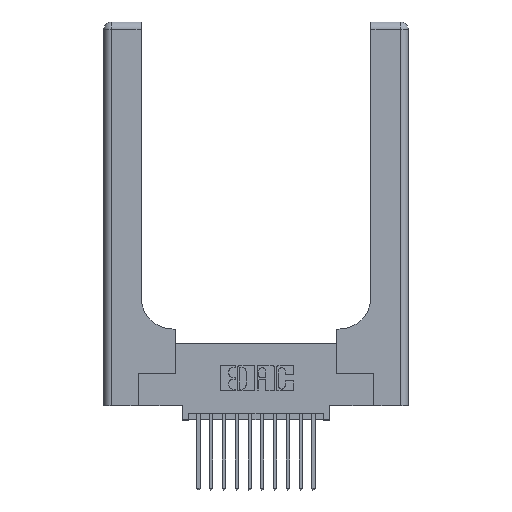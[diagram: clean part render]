
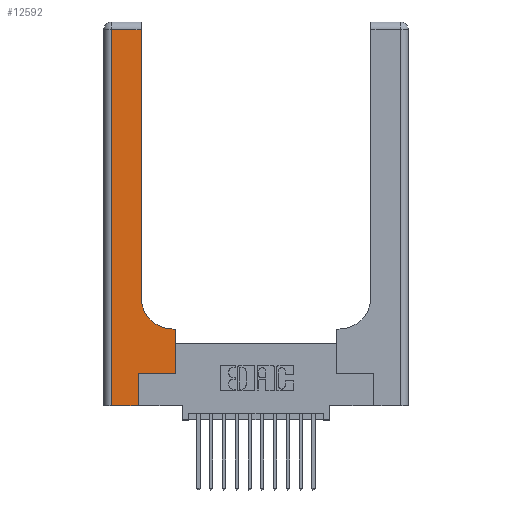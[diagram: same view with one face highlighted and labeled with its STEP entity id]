
A CAD part, top view. The second image highlights one B-rep face of the part: STEP entity #12592.
In plain terms, the highlighted planar face has unit normal (0, 0, 1).
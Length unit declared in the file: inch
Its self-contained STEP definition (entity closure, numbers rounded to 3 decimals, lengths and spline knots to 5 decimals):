
#193 = VERTEX_POINT ( 'NONE', #15212 ) ;
#498 = FACE_OUTER_BOUND ( 'NONE', #5260, .T. ) ;
#759 = CARTESIAN_POINT ( 'NONE',  ( 0.06, 0., 0.37 ) ) ;
#1184 = EDGE_CURVE ( 'NONE', #6430, #12459, #6500, .T. ) ;
#1253 = CARTESIAN_POINT ( 'NONE',  ( 0.269, 0., 0.37 ) ) ;
#1731 = CARTESIAN_POINT ( 'NONE',  ( 0.5415, 0.85, 0.37 ) ) ;
#1898 = LINE ( 'NONE', #10425, #3621 ) ;
#2046 = VECTOR ( 'NONE', #6691, 39.37008 ) ;
#2421 = CIRCLE ( 'NONE', #14566, 0.25 ) ;
#2928 = ORIENTED_EDGE ( 'NONE', *, *, #1184, .T. ) ;
#2940 = DIRECTION ( 'NONE',  ( 1., 0., 0. ) ) ;
#3235 = EDGE_CURVE ( 'NONE', #12459, #5707, #11097, .T. ) ;
#3424 = EDGE_CURVE ( 'NONE', #8247, #6430, #5800, .T. ) ;
#3618 = EDGE_CURVE ( 'NONE', #8166, #5348, #2421, .T. ) ;
#3621 = VECTOR ( 'NONE', #11775, 39.37008 ) ;
#3807 = VECTOR ( 'NONE', #10047, 39.37008 ) ;
#4319 = VECTOR ( 'NONE', #13637, 39.37008 ) ;
#4677 = ORIENTED_EDGE ( 'NONE', *, *, #3424, .T. ) ;
#4838 = CARTESIAN_POINT ( 'NONE',  ( 0.2915, 0.6, 0.37 ) ) ;
#5119 = DIRECTION ( 'NONE',  ( 1., 0., 0. ) ) ;
#5260 = EDGE_LOOP ( 'NONE', ( #9996, #16854, #14049, #4677, #2928, #9575, #5585, #6963, #15265 ) ) ;
#5348 = VERTEX_POINT ( 'NONE', #7688 ) ;
#5585 = ORIENTED_EDGE ( 'NONE', *, *, #14999, .T. ) ;
#5707 = VERTEX_POINT ( 'NONE', #8657 ) ;
#5730 = CARTESIAN_POINT ( 'NONE',  ( 0.5415, 0.6, 0.37 ) ) ;
#5800 = LINE ( 'NONE', #9269, #10873 ) ;
#5970 = CARTESIAN_POINT ( 'NONE',  ( 0.269, 0., 0.37 ) ) ;
#6130 = DIRECTION ( 'NONE',  ( 1., 0., 0. ) ) ;
#6153 = CARTESIAN_POINT ( 'NONE',  ( 0., 2.94, 0.37 ) ) ;
#6222 = VECTOR ( 'NONE', #6130, 39.37008 ) ;
#6418 = CARTESIAN_POINT ( 'NONE',  ( 0.5585, 0.6, 0.37 ) ) ;
#6430 = VERTEX_POINT ( 'NONE', #5970 ) ;
#6500 = LINE ( 'NONE', #1253, #2046 ) ;
#6691 = DIRECTION ( 'NONE',  ( 0., 1., 0. ) ) ;
#6747 = LINE ( 'NONE', #6153, #16266 ) ;
#6963 = ORIENTED_EDGE ( 'NONE', *, *, #11383, .T. ) ;
#7663 = PLANE ( 'NONE',  #16513 ) ;
#7688 = CARTESIAN_POINT ( 'NONE',  ( 0.2915, 0.85, 0.37 ) ) ;
#8166 = VERTEX_POINT ( 'NONE', #5730 ) ;
#8247 = VERTEX_POINT ( 'NONE', #759 ) ;
#8657 = CARTESIAN_POINT ( 'NONE',  ( 0.5585, 0.25, 0.37 ) ) ;
#8971 = CARTESIAN_POINT ( 'NONE',  ( 0.269, 0.25, 0.37 ) ) ;
#9269 = CARTESIAN_POINT ( 'NONE',  ( 0., 0., 0.37 ) ) ;
#9450 = EDGE_CURVE ( 'NONE', #12964, #8247, #15490, .T. ) ;
#9575 = ORIENTED_EDGE ( 'NONE', *, *, #3235, .T. ) ;
#9794 = DIRECTION ( 'NONE',  ( 0., 0., -1. ) ) ;
#9996 = ORIENTED_EDGE ( 'NONE', *, *, #15641, .T. ) ;
#10047 = DIRECTION ( 'NONE',  ( -1., 0., 0. ) ) ;
#10169 = LINE ( 'NONE', #14704, #12890 ) ;
#10425 = CARTESIAN_POINT ( 'NONE',  ( 0.2915, 3., 0.37 ) ) ;
#10517 = CARTESIAN_POINT ( 'NONE',  ( 0., 3., 0.37 ) ) ;
#10873 = VECTOR ( 'NONE', #5119, 39.37008 ) ;
#11097 = LINE ( 'NONE', #8971, #6222 ) ;
#11383 = EDGE_CURVE ( 'NONE', #11465, #8166, #16056, .T. ) ;
#11396 = CARTESIAN_POINT ( 'NONE',  ( 0.269, 0.25, 0.37 ) ) ;
#11465 = VERTEX_POINT ( 'NONE', #6418 ) ;
#11560 = DIRECTION ( 'NONE',  ( -1., 0., 0. ) ) ;
#11775 = DIRECTION ( 'NONE',  ( 0., 1., 0. ) ) ;
#11796 = DIRECTION ( 'NONE',  ( 0., 0., -1. ) ) ;
#12058 = DIRECTION ( 'NONE',  ( 0., 1., 0. ) ) ;
#12459 = VERTEX_POINT ( 'NONE', #11396 ) ;
#12592 = ADVANCED_FACE ( 'NONE', ( #498 ), #7663, .F. ) ;
#12890 = VECTOR ( 'NONE', #12058, 39.37008 ) ;
#12964 = VERTEX_POINT ( 'NONE', #14027 ) ;
#13637 = DIRECTION ( 'NONE',  ( 0., -1., 0. ) ) ;
#14027 = CARTESIAN_POINT ( 'NONE',  ( 0.06, 2.94, 0.37 ) ) ;
#14049 = ORIENTED_EDGE ( 'NONE', *, *, #9450, .T. ) ;
#14566 = AXIS2_PLACEMENT_3D ( 'NONE', #1731, #9794, #2940 ) ;
#14704 = CARTESIAN_POINT ( 'NONE',  ( 0.5585, 0.25, 0.37 ) ) ;
#14932 = CARTESIAN_POINT ( 'NONE',  ( 0.06, 3., 0.37 ) ) ;
#14999 = EDGE_CURVE ( 'NONE', #5707, #11465, #10169, .T. ) ;
#15212 = CARTESIAN_POINT ( 'NONE',  ( 0.2915, 2.94, 0.37 ) ) ;
#15265 = ORIENTED_EDGE ( 'NONE', *, *, #3618, .T. ) ;
#15490 = LINE ( 'NONE', #14932, #4319 ) ;
#15641 = EDGE_CURVE ( 'NONE', #5348, #193, #1898, .T. ) ;
#16056 = LINE ( 'NONE', #4838, #3807 ) ;
#16215 = EDGE_CURVE ( 'NONE', #193, #12964, #6747, .T. ) ;
#16266 = VECTOR ( 'NONE', #17067, 39.37008 ) ;
#16513 = AXIS2_PLACEMENT_3D ( 'NONE', #10517, #11796, #11560 ) ;
#16854 = ORIENTED_EDGE ( 'NONE', *, *, #16215, .T. ) ;
#17067 = DIRECTION ( 'NONE',  ( -1., 0., 0. ) ) ;
